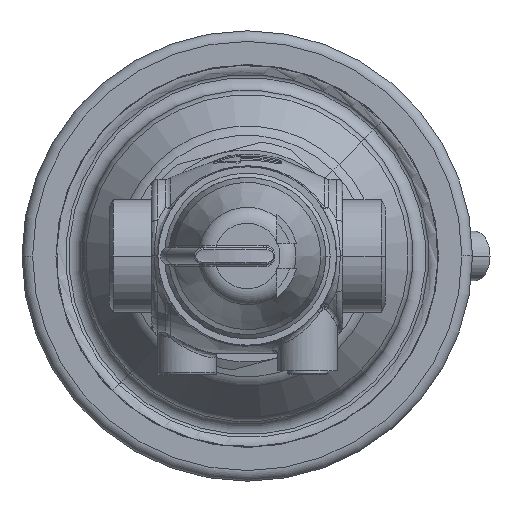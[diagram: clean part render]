
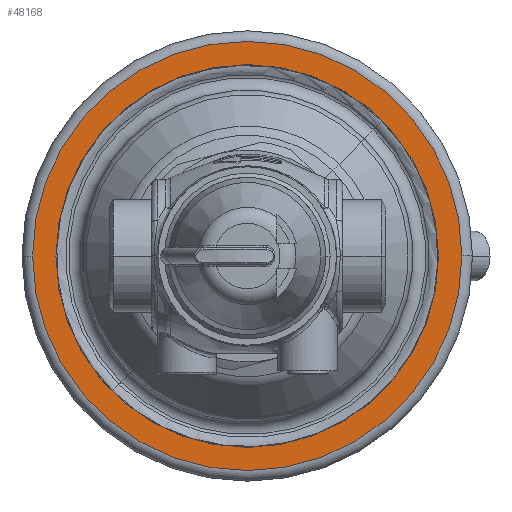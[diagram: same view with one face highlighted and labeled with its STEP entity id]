
A CAD part, front view. The second image highlights one B-rep face of the part: STEP entity #48168.
In plain terms, the highlighted planar face has unit normal (0, -1, 0).
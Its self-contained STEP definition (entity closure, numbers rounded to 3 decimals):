
#41737=CARTESIAN_POINT('',(0.,66.582,0.));
#41738=DIRECTION('',(0.,1.,0.));
#41739=DIRECTION('',(1.,0.,0.));
#41740=AXIS2_PLACEMENT_3D('',#41737,#41738,#41739);
#41742=CARTESIAN_POINT('',(0.,66.582,0.));
#41743=DIRECTION('',(0.,1.,0.));
#41744=DIRECTION('',(-1.,0.,0.));
#41745=AXIS2_PLACEMENT_3D('',#41742,#41743,#41744);
#41747=CARTESIAN_POINT('',(0.,66.582,0.));
#41748=DIRECTION('',(0.,1.,0.));
#41749=DIRECTION('',(-1.,0.,0.));
#41750=AXIS2_PLACEMENT_3D('',#41747,#41748,#41749);
#41752=CARTESIAN_POINT('',(0.,66.582,0.));
#41753=DIRECTION('',(0.,-1.,0.));
#41754=DIRECTION('',(-1.,0.,0.));
#41755=AXIS2_PLACEMENT_3D('',#41752,#41753,#41754);
#46579=CARTESIAN_POINT('',(-45.,66.582,0.));
#46580=CARTESIAN_POINT('',(45.,66.582,0.));
#46581=VERTEX_POINT('',#46579);
#46582=VERTEX_POINT('',#46580);
#46587=CARTESIAN_POINT('',(50.5,66.582,0.));
#46588=CARTESIAN_POINT('',(-50.5,66.582,0.));
#46589=VERTEX_POINT('',#46587);
#46590=VERTEX_POINT('',#46588);
#48153=CARTESIAN_POINT('',(0.,66.582,0.));
#48154=DIRECTION('',(0.,-1.,0.));
#48155=DIRECTION('',(1.,0.,0.));
#48156=AXIS2_PLACEMENT_3D('',#48153,#48154,#48155);
#48157=PLANE('',#48156);
#48158=ORIENTED_EDGE('',*,*,#48120,.T.);
#48159=ORIENTED_EDGE('',*,*,#48135,.T.);
#48160=EDGE_LOOP('',(#48158,#48159));
#48161=FACE_OUTER_BOUND('',#48160,.F.);
#48163=ORIENTED_EDGE('',*,*,#48162,.F.);
#48165=ORIENTED_EDGE('',*,*,#48164,.T.);
#48166=EDGE_LOOP('',(#48163,#48165));
#48167=FACE_BOUND('',#48166,.F.);
#48168=ADVANCED_FACE('',(#48161,#48167),#48157,.T.);
#41741=CIRCLE('',#41740,50.5);
#41746=CIRCLE('',#41745,50.5);
#41751=CIRCLE('',#41750,45.);
#41756=CIRCLE('',#41755,45.);
#48120=EDGE_CURVE('',#46589,#46590,#41741,.T.);
#48135=EDGE_CURVE('',#46590,#46589,#41746,.T.);
#48162=EDGE_CURVE('',#46581,#46582,#41751,.T.);
#48164=EDGE_CURVE('',#46581,#46582,#41756,.T.);
